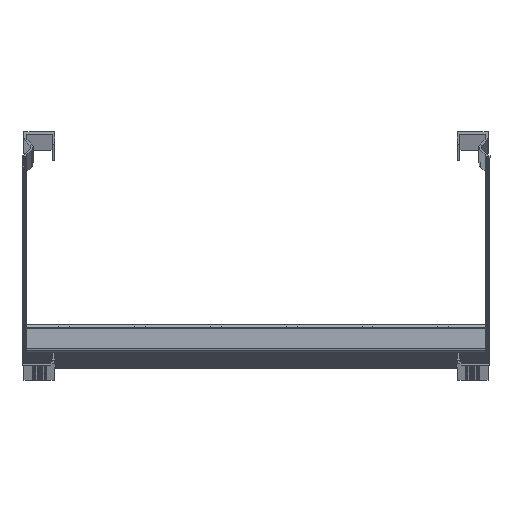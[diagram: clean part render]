
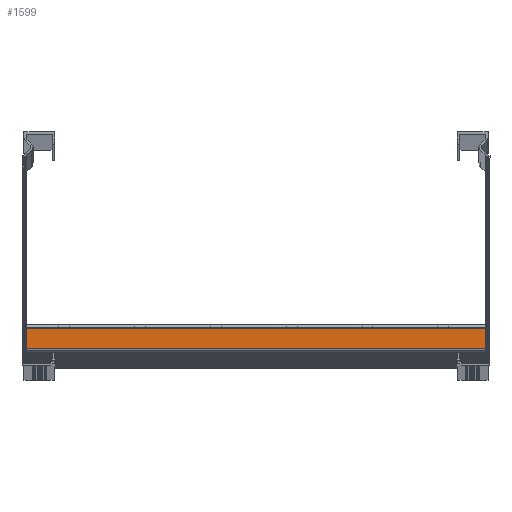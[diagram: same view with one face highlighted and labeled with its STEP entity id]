
A CAD part, top view. The second image highlights one B-rep face of the part: STEP entity #1599.
In plain terms, the highlighted face is planar.
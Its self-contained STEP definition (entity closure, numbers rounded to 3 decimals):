
#495 = DIRECTION ( 'NONE',  ( 1., 0., 0. ) ) ;
#762 = VERTEX_POINT ( 'NONE', #12796 ) ;
#1599 = ADVANCED_FACE ( 'NONE', ( #23225 ), #8353, .T. ) ;
#3792 = VERTEX_POINT ( 'NONE', #17652 ) ;
#4359 = VECTOR ( 'NONE', #29057, 1000. ) ;
#5672 = CARTESIAN_POINT ( 'NONE',  ( 18., 15.5, 148.5 ) ) ;
#6645 = ORIENTED_EDGE ( 'NONE', *, *, #18425, .T. ) ;
#7723 = EDGE_CURVE ( 'NONE', #11239, #28002, #27959, .T. ) ;
#8353 = PLANE ( 'NONE',  #13229 ) ;
#8403 = LINE ( 'NONE', #15158, #24380 ) ;
#9241 = CARTESIAN_POINT ( 'NONE',  ( 18., 15.5, 148.5 ) ) ;
#11180 = CARTESIAN_POINT ( 'NONE',  ( 18., 18., 148.5 ) ) ;
#11239 = VERTEX_POINT ( 'NONE', #5672 ) ;
#11589 = DIRECTION ( 'NONE',  ( 0., 0., -1. ) ) ;
#12796 = CARTESIAN_POINT ( 'NONE',  ( 18., 2.5, 148.5 ) ) ;
#13229 = AXIS2_PLACEMENT_3D ( 'NONE', #11180, #495, #19039 ) ;
#14380 = CARTESIAN_POINT ( 'NONE',  ( 18., 18., -148.5 ) ) ;
#15158 = CARTESIAN_POINT ( 'NONE',  ( 18., 18., 148.5 ) ) ;
#17084 = DIRECTION ( 'NONE',  ( 0., -1., 0. ) ) ;
#17652 = CARTESIAN_POINT ( 'NONE',  ( 18., 2.5, -148.5 ) ) ;
#18425 = EDGE_CURVE ( 'NONE', #11239, #762, #8403, .T. ) ;
#19039 = DIRECTION ( 'NONE',  ( 0., 0., -1. ) ) ;
#20279 = ORIENTED_EDGE ( 'NONE', *, *, #7723, .F. ) ;
#20723 = CARTESIAN_POINT ( 'NONE',  ( 18., 2.5, 148.5 ) ) ;
#22036 = EDGE_CURVE ( 'NONE', #762, #3792, #29965, .T. ) ;
#22737 = VECTOR ( 'NONE', #17084, 1000. ) ;
#22928 = VECTOR ( 'NONE', #11589, 1000. ) ;
#23225 = FACE_OUTER_BOUND ( 'NONE', #31218, .T. ) ;
#23488 = DIRECTION ( 'NONE',  ( 0., -1., 0. ) ) ;
#23599 = LINE ( 'NONE', #14380, #22737 ) ;
#24380 = VECTOR ( 'NONE', #23488, 1000. ) ;
#27959 = LINE ( 'NONE', #9241, #22928 ) ;
#28002 = VERTEX_POINT ( 'NONE', #33712 ) ;
#29057 = DIRECTION ( 'NONE',  ( 0., 0., -1. ) ) ;
#29965 = LINE ( 'NONE', #20723, #4359 ) ;
#31218 = EDGE_LOOP ( 'NONE', ( #32078, #20279, #6645, #31675 ) ) ;
#31675 = ORIENTED_EDGE ( 'NONE', *, *, #22036, .T. ) ;
#32078 = ORIENTED_EDGE ( 'NONE', *, *, #33979, .F. ) ;
#33712 = CARTESIAN_POINT ( 'NONE',  ( 18., 15.5, -148.5 ) ) ;
#33979 = EDGE_CURVE ( 'NONE', #28002, #3792, #23599, .T. ) ;
